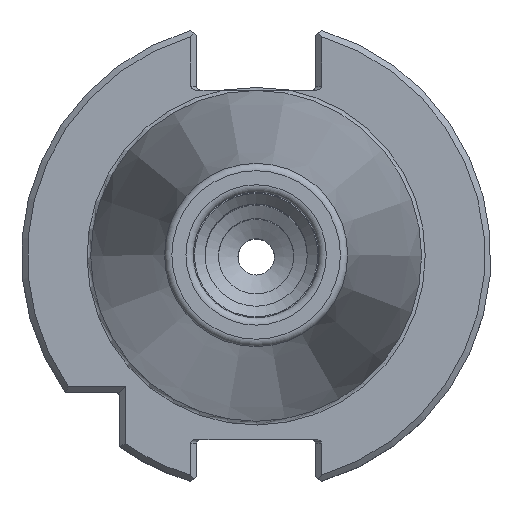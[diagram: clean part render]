
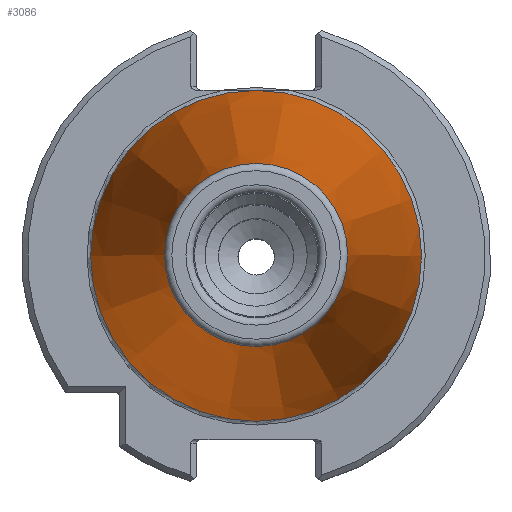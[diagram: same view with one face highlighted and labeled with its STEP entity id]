
A CAD part, top view. The second image highlights one B-rep face of the part: STEP entity #3086.
In plain terms, the highlighted conical face has half-angle 8.297 degrees and reference radius 22.395 mm.
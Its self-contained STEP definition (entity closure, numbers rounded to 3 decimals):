
#399=CONICAL_SURFACE('',#3282,22.395,0.145);
#533=ORIENTED_EDGE('',*,*,#1052,.F.);
#534=ORIENTED_EDGE('',*,*,#1082,.T.);
#1052=EDGE_CURVE('',#1354,#1354,#1565,.T.);
#1082=EDGE_CURVE('',#1376,#1376,#1575,.T.);
#1354=VERTEX_POINT('',#4194);
#1376=VERTEX_POINT('',#4337);
#1565=CIRCLE('',#3262,12.397);
#1575=CIRCLE('',#3283,22.395);
#1711=EDGE_LOOP('',(#533));
#1712=EDGE_LOOP('',(#534));
#1910=FACE_BOUND('',#1711,.T.);
#1911=FACE_BOUND('',#1712,.T.);
#3086=ADVANCED_FACE('',(#1910,#1911),#399,.T.);
#3262=AXIS2_PLACEMENT_3D('',#4193,#3604,#3605);
#3282=AXIS2_PLACEMENT_3D('',#4335,#3644,#3645);
#3283=AXIS2_PLACEMENT_3D('',#4336,#3646,#3647);
#3604=DIRECTION('',(0.,0.,1.));
#3605=DIRECTION('',(1.,0.,0.));
#3644=DIRECTION('',(0.,0.,-1.));
#3645=DIRECTION('',(-1.,0.,0.));
#3646=DIRECTION('',(0.,0.,1.));
#3647=DIRECTION('',(1.,0.,0.));
#4193=CARTESIAN_POINT('',(0.,0.,67.394));
#4194=CARTESIAN_POINT('',(12.397,0.,67.394));
#4335=CARTESIAN_POINT('',(0.,0.,-1.163));
#4336=CARTESIAN_POINT('',(0.,0.,-1.163));
#4337=CARTESIAN_POINT('',(22.395,0.,-1.163));
